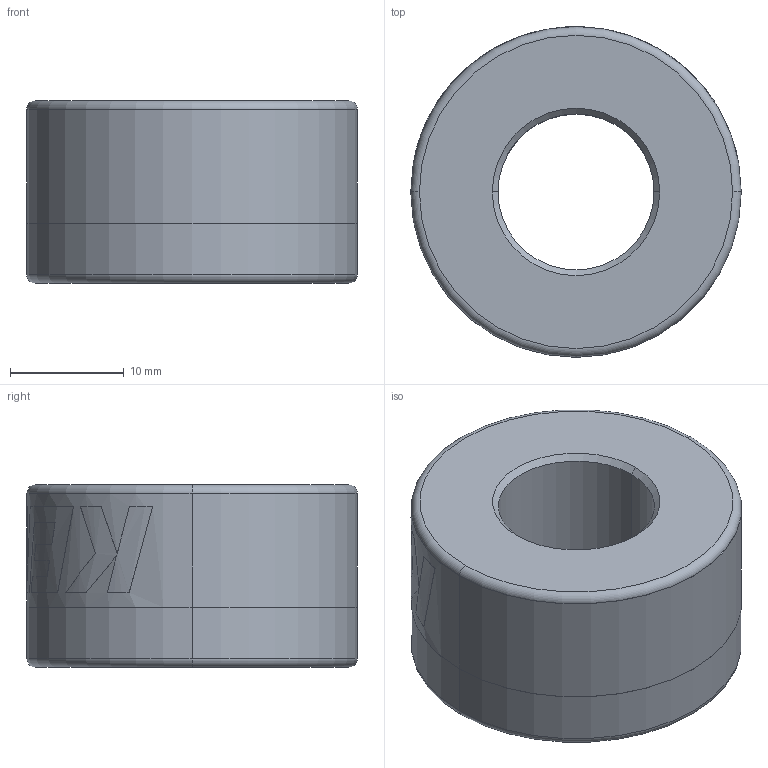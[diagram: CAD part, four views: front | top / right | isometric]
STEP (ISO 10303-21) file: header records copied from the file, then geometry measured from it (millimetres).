
FILE_DESCRIPTION (( 'STEP AP214' ), '1' );
FILE_NAME ('EC_ESDRNC23_D29D213.7T16.STEP', '2019-07-01T20:58:14', ( '' ), ( '' ), 'SwSTEP 2.0', 'SolidWorks 2014', '' );
FILE_SCHEMA (( 'AUTOMOTIVE_DESIGN' ));
Length unit declared in the file: millimetre
Products named in the file (1): EC_ESDRNC23_D29D213.7T16
Bounding box: 29.02 x 29.03 x 16 mm (x, y, z)
Volume: 8187.8 mm3; surface area: 3093.6 mm2
Topology: 1 solids, 1 shells, 74 faces, 195 edges, 128 vertices
Faces by surface type: bspline 31, plane 26, cylinder 9, torus 4, cone 4
Entity records: 2712 total; most frequent: CARTESIAN_POINT 892, ORIENTED_EDGE 390, DIRECTION 240, EDGE_CURVE 195, VERTEX_POINT 128, AXIS2_PLACEMENT_3D 114, B_SPLINE_CURVE_WITH_KNOTS 113, EDGE_LOOP 81
